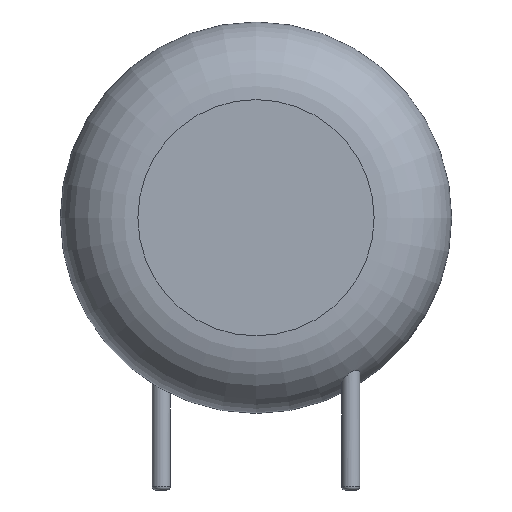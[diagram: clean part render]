
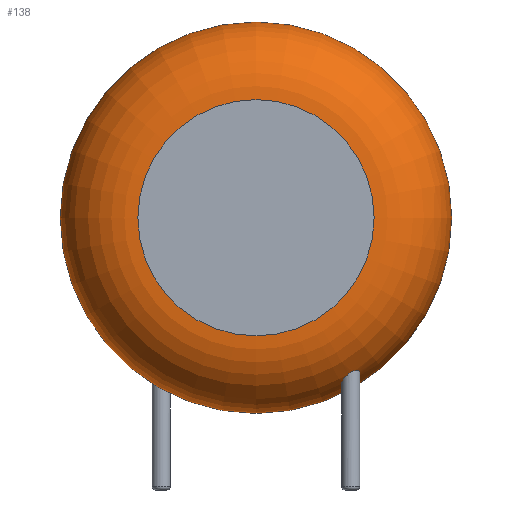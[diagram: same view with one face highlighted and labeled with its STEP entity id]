
A CAD part, front view. The second image highlights one B-rep face of the part: STEP entity #138.
In plain terms, the highlighted toroidal (fillet/blend) face has major radius 4.677 mm and minor radius 3.073 mm.
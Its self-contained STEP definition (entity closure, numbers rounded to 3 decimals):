
#24 = VERTEX_POINT('',#25);
#25 = CARTESIAN_POINT('',(11.5,-1.577,7.78));
#31 = EDGE_CURVE('',#24,#24,#32,.T.);
#32 = CIRCLE('',#33,7.75);
#33 = AXIS2_PLACEMENT_3D('',#34,#35,#36);
#34 = CARTESIAN_POINT('',(3.75,-1.577,7.78));
#35 = DIRECTION('',(0.,-1.,0.));
#36 = DIRECTION('',(1.,0.,0.));
#138 = ADVANCED_FACE('',(#139,#159),#227,.T.);
#139 = FACE_BOUND('',#140,.T.);
#140 = EDGE_LOOP('',(#141,#142,#151,#158));
#141 = ORIENTED_EDGE('',*,*,#31,.T.);
#142 = ORIENTED_EDGE('',*,*,#143,.T.);
#143 = EDGE_CURVE('',#24,#144,#146,.T.);
#144 = VERTEX_POINT('',#145);
#145 = CARTESIAN_POINT('',(8.427,-4.65,7.78));
#146 = CIRCLE('',#147,3.073);
#147 = AXIS2_PLACEMENT_3D('',#148,#149,#150);
#148 = CARTESIAN_POINT('',(8.427,-1.577,7.78));
#149 = DIRECTION('',(0.,0.,-1.));
#150 = DIRECTION('',(1.,0.,0.));
#151 = ORIENTED_EDGE('',*,*,#152,.F.);
#152 = EDGE_CURVE('',#144,#144,#153,.T.);
#153 = CIRCLE('',#154,4.677);
#154 = AXIS2_PLACEMENT_3D('',#155,#156,#157);
#155 = CARTESIAN_POINT('',(3.75,-4.65,7.78));
#156 = DIRECTION('',(0.,-1.,0.));
#157 = DIRECTION('',(1.,0.,0.));
#158 = ORIENTED_EDGE('',*,*,#143,.F.);
#159 = FACE_BOUND('',#160,.T.);
#160 = EDGE_LOOP('',(#161,#180));
#161 = ORIENTED_EDGE('',*,*,#162,.T.);
#162 = EDGE_CURVE('',#163,#165,#167,.T.);
#163 = VERTEX_POINT('',#164);
#164 = CARTESIAN_POINT('',(7.86,-3.,1.626));
#165 = VERTEX_POINT('',#166);
#166 = CARTESIAN_POINT('',(7.522,-2.641,1.228
));
#167 = B_SPLINE_CURVE_WITH_KNOTS('',6,(#168,#169,#170,#171,#172,#173,
#174,#175,#176,#177,#178,#179),.UNSPECIFIED.,.F.,.F.,(7,5,7),(
0.,0.436,1.),.UNSPECIFIED.);
#168 = CARTESIAN_POINT('',(7.86,-3.,1.626));
#169 = CARTESIAN_POINT('',(7.86,-2.961,1.601));
#170 = CARTESIAN_POINT('',(7.855,-2.921,1.574)
);
#171 = CARTESIAN_POINT('',(7.845,-2.884,1.545
));
#172 = CARTESIAN_POINT('',(7.83,-2.847,1.516
));
#173 = CARTESIAN_POINT('',(7.81,-2.813,1.485
));
#174 = CARTESIAN_POINT('',(7.757,-2.743,1.415
));
#175 = CARTESIAN_POINT('',(7.72,-2.708,1.375
));
#176 = CARTESIAN_POINT('',(7.676,-2.679,1.335
));
#177 = CARTESIAN_POINT('',(7.628,-2.657,1.297
));
#178 = CARTESIAN_POINT('',(7.576,-2.644,1.261
));
#179 = CARTESIAN_POINT('',(7.522,-2.641,1.228
));
#180 = ORIENTED_EDGE('',*,*,#181,.T.);
#181 = EDGE_CURVE('',#165,#163,#182,.T.);
#182 = B_SPLINE_CURVE_WITH_KNOTS('',7,(#183,#184,#185,#186,#187,#188,
#189,#190,#191,#192,#193,#194,#195,#196,#197,#198,#199,#200,#201,
#202,#203,#204,#205,#206,#207,#208,#209,#210,#211,#212,#213,#214,
#215,#216,#217,#218,#219,#220,#221,#222,#223,#224,#225,#226),
.UNSPECIFIED.,.F.,.F.,(8,6,6,6,6,6,6,8),(0.,0.198,
0.301,0.355,0.51,0.704,
0.907,1.),.UNSPECIFIED.);
#183 = CARTESIAN_POINT('',(7.522,-2.641,1.228
));
#184 = CARTESIAN_POINT('',(7.473,-2.638,1.199
));
#185 = CARTESIAN_POINT('',(7.422,-2.642,1.172
));
#186 = CARTESIAN_POINT('',(7.371,-2.656,1.15
));
#187 = CARTESIAN_POINT('',(7.323,-2.678,1.133)
);
#188 = CARTESIAN_POINT('',(7.28,-2.707,1.123
));
#189 = CARTESIAN_POINT('',(7.242,-2.743,1.12
));
#190 = CARTESIAN_POINT('',(7.196,-2.805,1.125
));
#191 = CARTESIAN_POINT('',(7.182,-2.827,1.129
));
#192 = CARTESIAN_POINT('',(7.17,-2.85,1.135)
);
#193 = CARTESIAN_POINT('',(7.161,-2.874,1.142
));
#194 = CARTESIAN_POINT('',(7.153,-2.899,1.151
));
#195 = CARTESIAN_POINT('',(7.147,-2.923,1.162
));
#196 = CARTESIAN_POINT('',(7.142,-2.961,1.18)
);
#197 = CARTESIAN_POINT('',(7.141,-2.974,1.187
));
#198 = CARTESIAN_POINT('',(7.14,-2.987,1.194
));
#199 = CARTESIAN_POINT('',(7.14,-3.,1.201
));
#200 = CARTESIAN_POINT('',(7.14,-3.013,1.209
));
#201 = CARTESIAN_POINT('',(7.141,-3.025,1.217
));
#202 = CARTESIAN_POINT('',(7.146,-3.074,1.249
));
#203 = CARTESIAN_POINT('',(7.154,-3.11,1.276
));
#204 = CARTESIAN_POINT('',(7.166,-3.144,1.305
));
#205 = CARTESIAN_POINT('',(7.182,-3.176,1.335)
);
#206 = CARTESIAN_POINT('',(7.201,-3.206,1.366
));
#207 = CARTESIAN_POINT('',(7.223,-3.233,1.398
));
#208 = CARTESIAN_POINT('',(7.28,-3.288,1.471)
);
#209 = CARTESIAN_POINT('',(7.316,-3.315,1.511
));
#210 = CARTESIAN_POINT('',(7.356,-3.336,1.551
));
#211 = CARTESIAN_POINT('',(7.4,-3.352,1.59
));
#212 = CARTESIAN_POINT('',(7.447,-3.361,1.626
));
#213 = CARTESIAN_POINT('',(7.495,-3.363,1.657
));
#214 = CARTESIAN_POINT('',(7.595,-3.351,1.709
));
#215 = CARTESIAN_POINT('',(7.647,-3.336,1.729
));
#216 = CARTESIAN_POINT('',(7.695,-3.312,1.74
));
#217 = CARTESIAN_POINT('',(7.739,-3.28,1.743)
);
#218 = CARTESIAN_POINT('',(7.776,-3.241,1.737
));
#219 = CARTESIAN_POINT('',(7.805,-3.198,1.724
));
#220 = CARTESIAN_POINT('',(7.836,-3.132,1.697
));
#221 = CARTESIAN_POINT('',(7.844,-3.11,1.687
));
#222 = CARTESIAN_POINT('',(7.85,-3.088,1.677
));
#223 = CARTESIAN_POINT('',(7.855,-3.066,1.665
));
#224 = CARTESIAN_POINT('',(7.858,-3.044,1.653
));
#225 = CARTESIAN_POINT('',(7.86,-3.022,1.639));
#226 = CARTESIAN_POINT('',(7.86,-3.,1.626));
#227 = TOROIDAL_SURFACE('',#228,4.677,3.073);
#228 = AXIS2_PLACEMENT_3D('',#229,#230,#231);
#229 = CARTESIAN_POINT('',(3.75,-1.577,7.78));
#230 = DIRECTION('',(0.,-1.,0.));
#231 = DIRECTION('',(1.,0.,0.));
